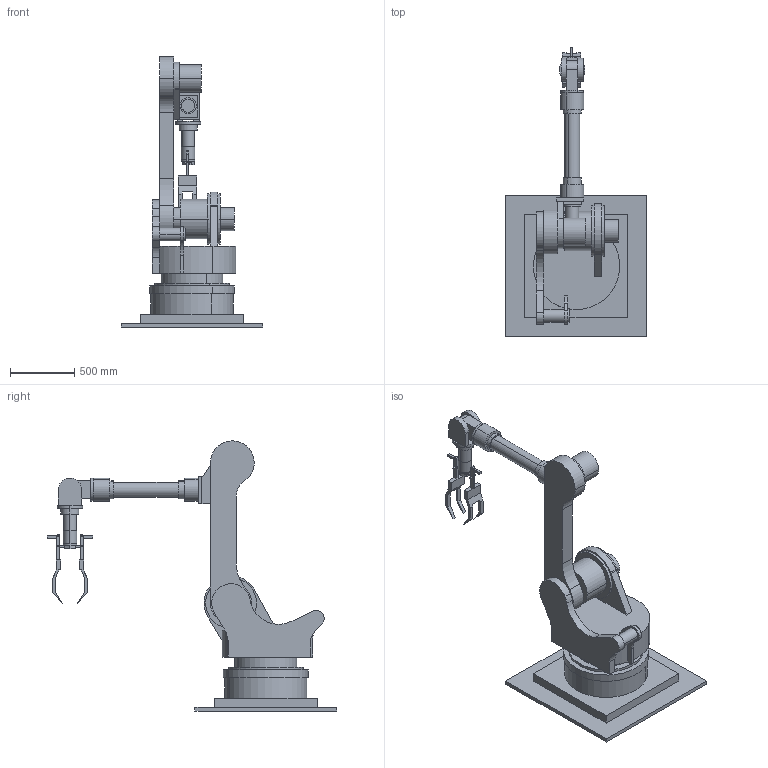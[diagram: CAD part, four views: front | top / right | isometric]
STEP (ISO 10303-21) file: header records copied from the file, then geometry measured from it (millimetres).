
FILE_DESCRIPTION(('CATIA V5 STEP Exchange'),'2;1');
FILE_NAME('Robot_arm_kin.stp','2016-05-10T12:49:52+00:00',('none'),('Hella KGaA'),'CATIA Version 5 Release 19 SP 9 (IN-10)','CATIA V5 STEP AP214','none');
FILE_SCHEMA(('AUTOMOTIVE_DESIGN { 1 0 10303 214 1 1 1 1 }'));
Length unit declared in the file: millimetre
Products named in the file (9): Product1; magnet; Hand mob; Segment1; Segment2; Segment3; claw; articulatii; Fundament
Assembly tree (9 placements, depth 2):
  Product1
    magnet
    Hand mob
    Segment1
    Segment2
    Segment3
    claw
    articulatii  x2
    Fundament
Bounding box: 1100 x 2246.43 x 2100 mm (x, y, z)
Volume: 371955055.8 mm3; surface area: 8803646.6 mm2
Topology: 9 solids, 9 shells, 293 faces, 714 edges, 471 vertices
Faces by surface type: plane 176, cylinder 117
Entity records: 7461 total; most frequent: CARTESIAN_POINT 1387, ORIENTED_EDGE 1234, DIRECTION 1074, EDGE_CURVE 617, AXIS2_PLACEMENT_3D 453, VERTEX_POINT 407, VECTOR 389, LINE 389
